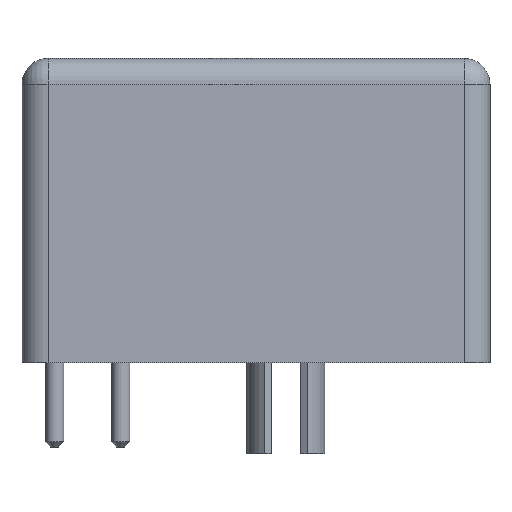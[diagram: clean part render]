
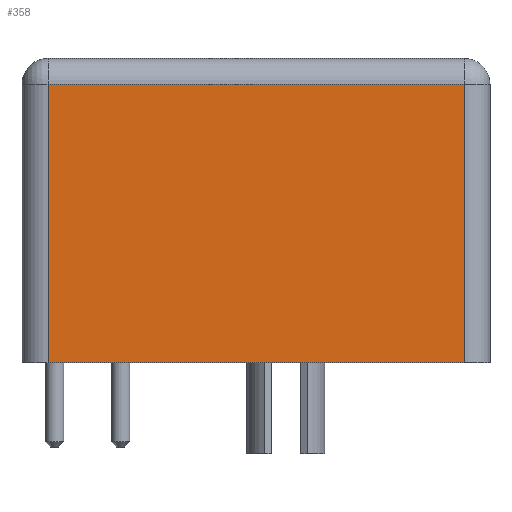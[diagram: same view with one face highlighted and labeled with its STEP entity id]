
A CAD part, left-side view. The second image highlights one B-rep face of the part: STEP entity #358.
In plain terms, the highlighted planar face has unit normal (-1, 0, 0).
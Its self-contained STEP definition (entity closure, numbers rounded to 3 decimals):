
#32 = VERTEX_POINT('',#33);
#33 = CARTESIAN_POINT('',(-5.6,8.,0.));
#40 = EDGE_CURVE('',#41,#32,#43,.T.);
#41 = VERTEX_POINT('',#42);
#42 = CARTESIAN_POINT('',(-5.6,-8.,0.));
#43 = LINE('',#44,#45);
#44 = CARTESIAN_POINT('',(-5.6,-9.,0.));
#45 = VECTOR('',#46,1.);
#46 = DIRECTION('',(0.,1.,0.));
#313 = EDGE_CURVE('',#32,#314,#316,.T.);
#314 = VERTEX_POINT('',#315);
#315 = CARTESIAN_POINT('',(-5.6,8.,10.7));
#316 = LINE('',#317,#318);
#317 = CARTESIAN_POINT('',(-5.6,8.,0.));
#318 = VECTOR('',#319,1.);
#319 = DIRECTION('',(0.,0.,1.));
#358 = ADVANCED_FACE('',(#359),#377,.T.);
#359 = FACE_BOUND('',#360,.T.);
#360 = EDGE_LOOP('',(#361,#362,#370,#376));
#361 = ORIENTED_EDGE('',*,*,#40,.F.);
#362 = ORIENTED_EDGE('',*,*,#363,.T.);
#363 = EDGE_CURVE('',#41,#364,#366,.T.);
#364 = VERTEX_POINT('',#365);
#365 = CARTESIAN_POINT('',(-5.6,-8.,10.7));
#366 = LINE('',#367,#368);
#367 = CARTESIAN_POINT('',(-5.6,-8.,0.));
#368 = VECTOR('',#369,1.);
#369 = DIRECTION('',(0.,0.,1.));
#370 = ORIENTED_EDGE('',*,*,#371,.T.);
#371 = EDGE_CURVE('',#364,#314,#372,.T.);
#372 = LINE('',#373,#374);
#373 = CARTESIAN_POINT('',(-5.6,-9.,10.7));
#374 = VECTOR('',#375,1.);
#375 = DIRECTION('',(0.,1.,0.));
#376 = ORIENTED_EDGE('',*,*,#313,.F.);
#377 = PLANE('',#378);
#378 = AXIS2_PLACEMENT_3D('',#379,#380,#381);
#379 = CARTESIAN_POINT('',(-5.6,-9.,0.));
#380 = DIRECTION('',(-1.,0.,0.));
#381 = DIRECTION('',(0.,1.,0.));
